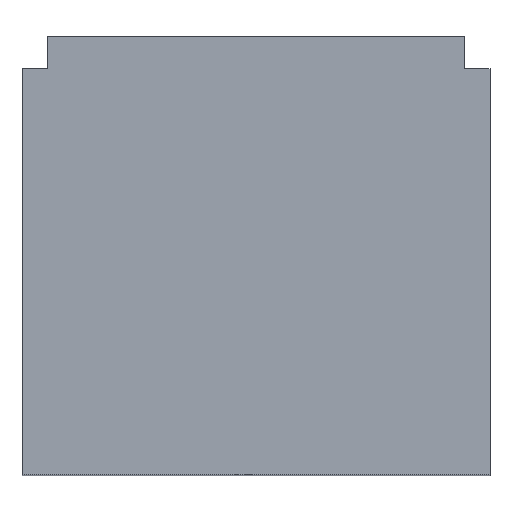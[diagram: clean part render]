
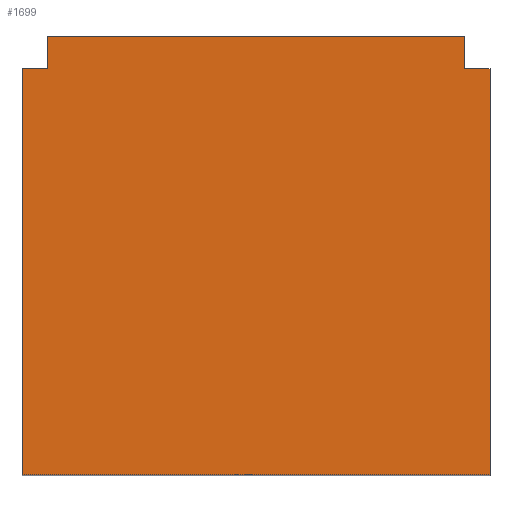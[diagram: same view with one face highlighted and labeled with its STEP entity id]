
A CAD part, top view. The second image highlights one B-rep face of the part: STEP entity #1699.
In plain terms, the highlighted planar face has unit normal (0, 0, 1).
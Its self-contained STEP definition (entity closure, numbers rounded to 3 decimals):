
#70 = CARTESIAN_POINT ( 'NONE',  ( -7.9, 6.858, -28.518 ) ) ;
#105 = CARTESIAN_POINT ( 'NONE',  ( 7.9, -6.858, -28.518 ) ) ;
#107 = EDGE_CURVE ( 'NONE', #469, #1568, #1954, .T. ) ;
#145 = EDGE_CURVE ( 'NONE', #1132, #2463, #2293, .T. ) ;
#163 = CARTESIAN_POINT ( 'NONE',  ( -7.05, 6.858, -28.518 ) ) ;
#187 = AXIS2_PLACEMENT_3D ( 'NONE', #2270, #1492, #1281 ) ;
#218 = ORIENTED_EDGE ( 'NONE', *, *, #331, .F. ) ;
#224 = DIRECTION ( 'NONE',  ( 0., 1., 0. ) ) ;
#291 = EDGE_CURVE ( 'NONE', #2089, #1132, #1737, .T. ) ;
#293 = PLANE ( 'NONE',  #187 ) ;
#310 = VECTOR ( 'NONE', #795, 1000. ) ;
#331 = EDGE_CURVE ( 'NONE', #837, #469, #804, .T. ) ;
#412 = EDGE_CURVE ( 'NONE', #2089, #1985, #1354, .T. ) ;
#463 = ORIENTED_EDGE ( 'NONE', *, *, #145, .T. ) ;
#469 = VERTEX_POINT ( 'NONE', #70 ) ;
#514 = EDGE_CURVE ( 'NONE', #1340, #837, #1982, .T. ) ;
#561 = VECTOR ( 'NONE', #1481, 1000. ) ;
#616 = CARTESIAN_POINT ( 'NONE',  ( 7.9, -6.858, -28.518 ) ) ;
#761 = CARTESIAN_POINT ( 'NONE',  ( -7.9, -6.858, -28.518 ) ) ;
#795 = DIRECTION ( 'NONE',  ( 1., 0., 0. ) ) ;
#804 = LINE ( 'NONE', #1016, #2453 ) ;
#806 = DIRECTION ( 'NONE',  ( -1., 0., 0. ) ) ;
#837 = VERTEX_POINT ( 'NONE', #2218 ) ;
#838 = VECTOR ( 'NONE', #2225, 1000. ) ;
#868 = CARTESIAN_POINT ( 'NONE',  ( -7.05, 6.858, -28.518 ) ) ;
#869 = CARTESIAN_POINT ( 'NONE',  ( -7.05, 7.958, -28.518 ) ) ;
#909 = VECTOR ( 'NONE', #2509, 1000. ) ;
#918 = CARTESIAN_POINT ( 'NONE',  ( 7.05, 7.958, -28.518 ) ) ;
#996 = ORIENTED_EDGE ( 'NONE', *, *, #412, .F. ) ;
#1016 = CARTESIAN_POINT ( 'NONE',  ( -7.9, -6.858, -28.518 ) ) ;
#1065 = ORIENTED_EDGE ( 'NONE', *, *, #2027, .T. ) ;
#1101 = LINE ( 'NONE', #163, #1996 ) ;
#1104 = ORIENTED_EDGE ( 'NONE', *, *, #1729, .F. ) ;
#1132 = VERTEX_POINT ( 'NONE', #918 ) ;
#1193 = CARTESIAN_POINT ( 'NONE',  ( -7.9, 6.858, -28.518 ) ) ;
#1281 = DIRECTION ( 'NONE',  ( -1., 0., 0. ) ) ;
#1306 = VECTOR ( 'NONE', #806, 1000. ) ;
#1340 = VERTEX_POINT ( 'NONE', #616 ) ;
#1354 = LINE ( 'NONE', #1831, #838 ) ;
#1477 = VECTOR ( 'NONE', #2193, 1000. ) ;
#1481 = DIRECTION ( 'NONE',  ( 0., -1., 0. ) ) ;
#1492 = DIRECTION ( 'NONE',  ( 0., 0., -1. ) ) ;
#1568 = VERTEX_POINT ( 'NONE', #868 ) ;
#1641 = FACE_OUTER_BOUND ( 'NONE', #2360, .T. ) ;
#1699 = ADVANCED_FACE ( 'NONE', ( #1641 ), #293, .F. ) ;
#1729 = EDGE_CURVE ( 'NONE', #1985, #1340, #2396, .T. ) ;
#1737 = LINE ( 'NONE', #2369, #1477 ) ;
#1755 = CARTESIAN_POINT ( 'NONE',  ( 7.05, 6.858, -28.518 ) ) ;
#1793 = CARTESIAN_POINT ( 'NONE',  ( -7.9, 7.958, -28.518 ) ) ;
#1831 = CARTESIAN_POINT ( 'NONE',  ( -7.9, 6.858, -28.518 ) ) ;
#1860 = ORIENTED_EDGE ( 'NONE', *, *, #514, .F. ) ;
#1932 = ORIENTED_EDGE ( 'NONE', *, *, #107, .F. ) ;
#1934 = DIRECTION ( 'NONE',  ( 0., -1., 0. ) ) ;
#1954 = LINE ( 'NONE', #1193, #310 ) ;
#1982 = LINE ( 'NONE', #761, #909 ) ;
#1985 = VERTEX_POINT ( 'NONE', #2328 ) ;
#1996 = VECTOR ( 'NONE', #1934, 1000. ) ;
#2027 = EDGE_CURVE ( 'NONE', #2463, #1568, #1101, .T. ) ;
#2089 = VERTEX_POINT ( 'NONE', #1755 ) ;
#2106 = ORIENTED_EDGE ( 'NONE', *, *, #291, .T. ) ;
#2193 = DIRECTION ( 'NONE',  ( 0., 1., 0. ) ) ;
#2218 = CARTESIAN_POINT ( 'NONE',  ( -7.9, -6.858, -28.518 ) ) ;
#2225 = DIRECTION ( 'NONE',  ( 1., 0., 0. ) ) ;
#2270 = CARTESIAN_POINT ( 'NONE',  ( -7.9, -6.858, -28.518 ) ) ;
#2293 = LINE ( 'NONE', #1793, #1306 ) ;
#2328 = CARTESIAN_POINT ( 'NONE',  ( 7.9, 6.858, -28.518 ) ) ;
#2360 = EDGE_LOOP ( 'NONE', ( #218, #1860, #1104, #996, #2106, #463, #1065, #1932 ) ) ;
#2369 = CARTESIAN_POINT ( 'NONE',  ( 7.05, 6.858, -28.518 ) ) ;
#2396 = LINE ( 'NONE', #105, #561 ) ;
#2453 = VECTOR ( 'NONE', #224, 1000. ) ;
#2463 = VERTEX_POINT ( 'NONE', #869 ) ;
#2509 = DIRECTION ( 'NONE',  ( -1., 0., 0. ) ) ;
